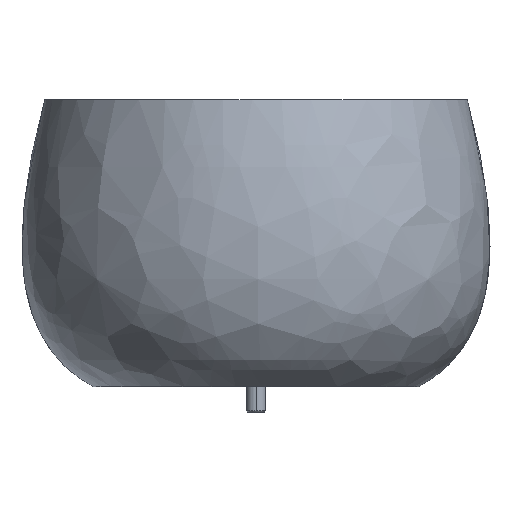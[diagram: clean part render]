
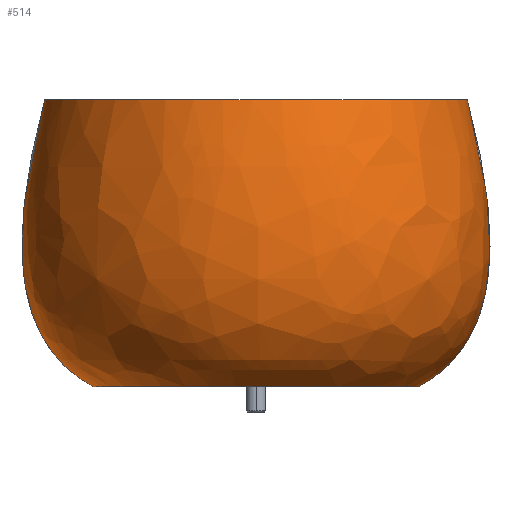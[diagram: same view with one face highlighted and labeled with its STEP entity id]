
A CAD part, left-side view. The second image highlights one B-rep face of the part: STEP entity #514.
In plain terms, the highlighted free-form (B-spline) face has degree [2, 3] with [9, 4] control points.
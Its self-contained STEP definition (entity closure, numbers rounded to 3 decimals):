
#141=(
BOUNDED_SURFACE()
B_SPLINE_SURFACE(2,3,((#10318,#10319,#10320,#10321),(#10322,#10323,#10324,
#10325),(#10326,#10327,#10328,#10329),(#10330,#10331,#10332,#10333),(#10334,
#10335,#10336,#10337),(#10338,#10339,#10340,#10341),(#10342,#10343,#10344,
#10345),(#10346,#10347,#10348,#10349),(#10350,#10351,#10352,#10353)),
 .UNSPECIFIED.,.T.,.F.,.F.)
B_SPLINE_SURFACE_WITH_KNOTS((3,2,2,2,3),(4,4),(0.,92.501,185.003,
277.504,370.005),(15.674,211.405),
 .UNSPECIFIED.)
GEOMETRIC_REPRESENTATION_ITEM()
RATIONAL_B_SPLINE_SURFACE(((1.,1.,1.,1.),(0.707,0.707,
0.707,0.707),(1.,1.,1.,1.),(0.707,0.707,
0.707,0.707),(1.,1.,1.,1.),(0.707,0.707,
0.707,0.707),(1.,1.,1.,1.),(0.707,0.707,
0.707,0.707),(1.,1.,1.,1.)))
REPRESENTATION_ITEM('')
SURFACE()
);
#514=ADVANCED_FACE('',(#1098),#141,.T.);
#1098=FACE_OUTER_BOUND('',#1689,.T.);
#1689=EDGE_LOOP('',(#2434,#2435,#2436,#2437));
#2434=ORIENTED_EDGE('',*,*,#5024,.T.);
#2435=ORIENTED_EDGE('',*,*,#5004,.T.);
#2436=ORIENTED_EDGE('',*,*,#5005,.F.);
#2437=ORIENTED_EDGE('',*,*,#5002,.F.);
#5002=EDGE_CURVE('',#6384,#6385,#7533,.T.);
#5004=EDGE_CURVE('',#6386,#6387,#7535,.T.);
#5005=EDGE_CURVE('',#6385,#6387,#7536,.T.);
#5024=EDGE_CURVE('',#6384,#6386,#8349,.T.);
#6384=VERTEX_POINT('',#10443);
#6385=VERTEX_POINT('',#10444);
#6386=VERTEX_POINT('',#10445);
#6387=VERTEX_POINT('',#10446);
#7533=(
BOUNDED_CURVE()
B_SPLINE_CURVE(2,(#10596,#10597,#10598,#10599,#10600,#10601,#10602,#10603,
#10604),.UNSPECIFIED.,.F.,.F.)
B_SPLINE_CURVE_WITH_KNOTS((3,2,2,2,3),(0.,44.394,88.787,
133.181,177.575),.UNSPECIFIED.)
CURVE()
GEOMETRIC_REPRESENTATION_ITEM()
RATIONAL_B_SPLINE_CURVE((1.,0.923,1.,0.923,1.,0.923,
1.,0.923,1.))
REPRESENTATION_ITEM('')
);
#7535=(
BOUNDED_CURVE()
B_SPLINE_CURVE(2,(#10615,#10616,#10617,#10618,#10619,#10620,#10621,#10622,
#10623),.UNSPECIFIED.,.F.,.F.)
B_SPLINE_CURVE_WITH_KNOTS((3,2,2,2,3),(0.,34.233,68.467,
102.7,136.933),.UNSPECIFIED.)
CURVE()
GEOMETRIC_REPRESENTATION_ITEM()
RATIONAL_B_SPLINE_CURVE((1.,0.922,1.,0.922,1.,0.922,
1.,0.922,1.))
REPRESENTATION_ITEM('')
);
#7536=(
BOUNDED_CURVE()
B_SPLINE_CURVE(3,(#10624,#10625,#10626,#10627),.UNSPECIFIED.,.F.,.F.)
B_SPLINE_CURVE_WITH_KNOTS((4,4),(15.674,211.405),
 .UNSPECIFIED.)
CURVE()
GEOMETRIC_REPRESENTATION_ITEM()
RATIONAL_B_SPLINE_CURVE((1.,1.,1.,1.))
REPRESENTATION_ITEM('')
);
#8349=B_SPLINE_CURVE_WITH_KNOTS('',3,(#10701,#10702,#10703,#10704,#10705,
#10706,#10707,#10708,#10709,#10710,#10711),.UNSPECIFIED.,.F.,.F.,(4,2,3,
2,4),(-79.722,-56.704,-33.824,-17.081,
0.),.UNSPECIFIED.);
#10318=CARTESIAN_POINT('',(2677.195,-31.095,76.916));
#10319=CARTESIAN_POINT('',(2677.195,-40.556,41.421));
#10320=CARTESIAN_POINT('',(2677.195,-39.516,15.887));
#10321=CARTESIAN_POINT('',(2677.195,-18.829,4.651));
#10322=CARTESIAN_POINT('',(2624.045,-31.708,76.916));
#10323=CARTESIAN_POINT('',(2614.583,-41.169,41.421));
#10324=CARTESIAN_POINT('',(2615.624,-40.129,15.887));
#10325=CARTESIAN_POINT('',(2636.311,-19.442,4.651));
#10326=CARTESIAN_POINT('',(2623.432,21.443,76.916));
#10327=CARTESIAN_POINT('',(2613.97,21.443,41.421));
#10328=CARTESIAN_POINT('',(2615.011,21.443,15.887));
#10329=CARTESIAN_POINT('',(2635.698,21.443,4.651));
#10330=CARTESIAN_POINT('',(2622.819,74.593,76.916));
#10331=CARTESIAN_POINT('',(2613.357,84.054,41.421));
#10332=CARTESIAN_POINT('',(2614.398,83.014,15.887));
#10333=CARTESIAN_POINT('',(2635.085,62.327,4.651));
#10334=CARTESIAN_POINT('',(2675.969,75.206,76.916));
#10335=CARTESIAN_POINT('',(2675.969,84.667,41.421));
#10336=CARTESIAN_POINT('',(2675.969,83.627,15.887));
#10337=CARTESIAN_POINT('',(2675.969,62.94,4.651));
#10338=CARTESIAN_POINT('',(2729.119,75.819,76.916));
#10339=CARTESIAN_POINT('',(2738.581,85.28,41.421));
#10340=CARTESIAN_POINT('',(2737.54,84.24,15.887));
#10341=CARTESIAN_POINT('',(2716.854,63.553,4.651));
#10342=CARTESIAN_POINT('',(2729.732,22.669,76.916));
#10343=CARTESIAN_POINT('',(2739.194,22.669,41.421));
#10344=CARTESIAN_POINT('',(2738.153,22.669,15.887));
#10345=CARTESIAN_POINT('',(2717.467,22.669,4.651));
#10346=CARTESIAN_POINT('',(2730.345,-30.482,76.916));
#10347=CARTESIAN_POINT('',(2739.807,-39.943,41.421));
#10348=CARTESIAN_POINT('',(2738.766,-38.903,15.887));
#10349=CARTESIAN_POINT('',(2718.08,-18.216,4.651));
#10350=CARTESIAN_POINT('',(2677.195,-31.095,76.916));
#10351=CARTESIAN_POINT('',(2677.195,-40.556,41.421));
#10352=CARTESIAN_POINT('',(2677.195,-39.516,15.887));
#10353=CARTESIAN_POINT('',(2677.195,-18.829,4.651));
#10443=CARTESIAN_POINT('',(2677.195,75.206,76.916));
#10444=CARTESIAN_POINT('',(2677.195,-31.095,76.916));
#10445=CARTESIAN_POINT('',(2677.195,62.94,4.651));
#10446=CARTESIAN_POINT('',(2677.195,-18.829,4.651));
#10596=CARTESIAN_POINT('',(2677.195,75.206,76.916));
#10597=CARTESIAN_POINT('',(2655.,75.462,76.916));
#10598=CARTESIAN_POINT('',(2639.214,59.857,76.916));
#10599=CARTESIAN_POINT('',(2623.428,44.252,76.916));
#10600=CARTESIAN_POINT('',(2623.428,22.056,76.916));
#10601=CARTESIAN_POINT('',(2623.428,-0.141,76.916));
#10602=CARTESIAN_POINT('',(2639.214,-15.746,76.916));
#10603=CARTESIAN_POINT('',(2655.,-31.351,76.916));
#10604=CARTESIAN_POINT('',(2677.195,-31.095,76.916));
#10615=CARTESIAN_POINT('',(2677.195,62.94,4.651));
#10616=CARTESIAN_POINT('',(2660.08,63.197,4.651));
#10617=CARTESIAN_POINT('',(2647.887,51.184,4.651));
#10618=CARTESIAN_POINT('',(2635.693,39.172,4.651));
#10619=CARTESIAN_POINT('',(2635.693,22.056,4.651));
#10620=CARTESIAN_POINT('',(2635.693,4.939,4.651));
#10621=CARTESIAN_POINT('',(2647.887,-7.073,4.651));
#10622=CARTESIAN_POINT('',(2660.08,-19.086,4.651));
#10623=CARTESIAN_POINT('',(2677.195,-18.829,4.651));
#10624=CARTESIAN_POINT('',(2677.195,-31.095,76.916));
#10625=CARTESIAN_POINT('',(2677.195,-40.556,41.421));
#10626=CARTESIAN_POINT('',(2677.195,-39.516,15.887));
#10627=CARTESIAN_POINT('',(2677.195,-18.829,4.651));
#10701=CARTESIAN_POINT('',(2677.195,75.206,76.916));
#10702=CARTESIAN_POINT('',(2677.195,77.143,69.648));
#10703=CARTESIAN_POINT('',(2677.195,78.854,61.998));
#10704=CARTESIAN_POINT('',(2677.195,80.92,47.128));
#10705=CARTESIAN_POINT('',(2677.195,81.393,39.143));
#10706=CARTESIAN_POINT('',(2677.195,80.379,31.686));
#10707=CARTESIAN_POINT('',(2677.195,79.627,26.16));
#10708=CARTESIAN_POINT('',(2677.195,78.037,20.745));
#10709=CARTESIAN_POINT('',(2677.195,72.069,11.079));
#10710=CARTESIAN_POINT('',(2677.195,67.96,7.378));
#10711=CARTESIAN_POINT('',(2677.195,62.94,4.651));
